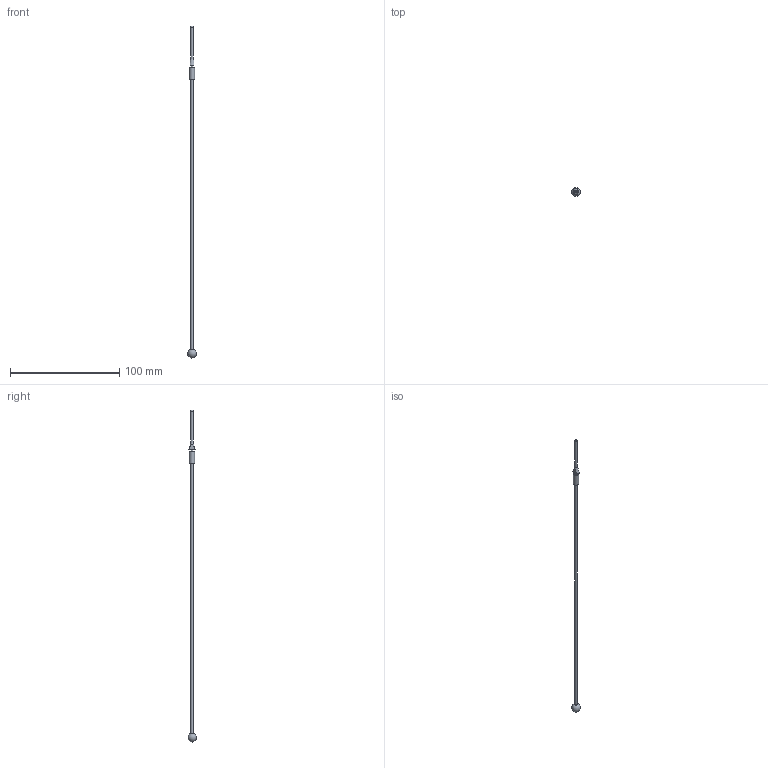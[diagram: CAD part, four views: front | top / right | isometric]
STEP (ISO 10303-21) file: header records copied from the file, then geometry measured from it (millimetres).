
FILE_DESCRIPTION(/* description */ ('Polyurethane Lanyard'),/* implementation_level */ '2;1');
FILE_NAME(/* name */ 'V20207.stp',/* time_stamp */ '2014-01-13T08:24:23-05:00',/* author */ ('areid'),/* organization */ (''),/* preprocessor_version */ 'ST-DEVELOPER v15.2',/* originating_system */ 'Autodesk Inventor 2014',/* authorisation */ '');
FILE_SCHEMA (('AUTOMOTIVE_DESIGN { 1 0 10303 214 3 1 1 }'));
Length unit declared in the file: inch
Products named in the file (1): V20207
Bounding box: 7.89 x 7.91 x 303.56 mm (x, y, z)
Volume: 1772.1 mm3; surface area: 2564.5 mm2
Topology: 1 solids, 1 shells, 13 faces, 26 edges, 17 vertices
Faces by surface type: plane 6, cylinder 4, cone 1, bspline 1, sphere 1
Full cylindrical faces by diameter (mm): 2.381 x3, 4.826 x1
Entity records: 319 total; most frequent: CARTESIAN_POINT 75, DIRECTION 50, ORIENTED_EDGE 32, AXIS2_PLACEMENT_3D 24, EDGE_LOOP 21, EDGE_CURVE 16, VERTEX_POINT 13, ADVANCED_FACE 13
